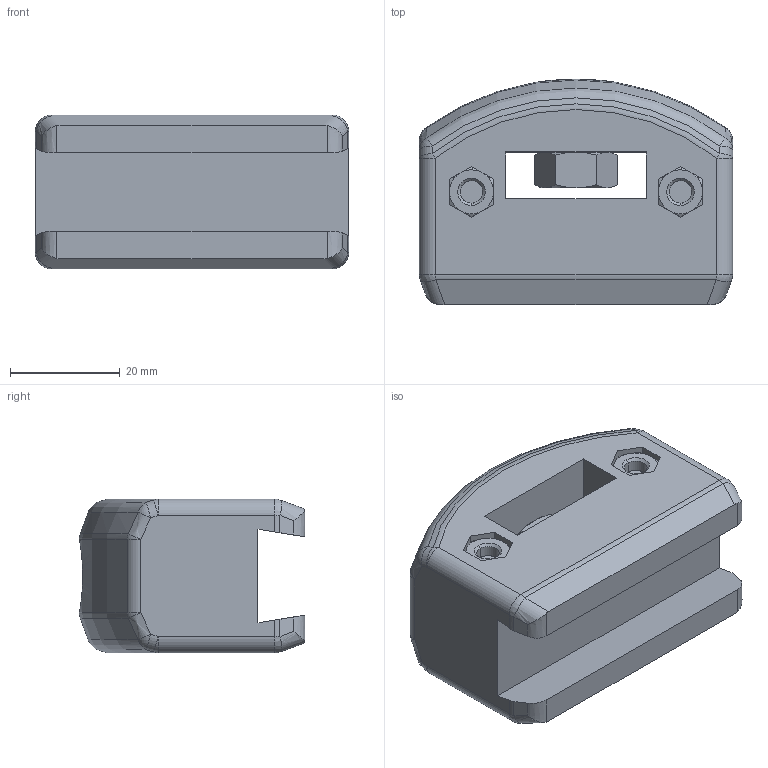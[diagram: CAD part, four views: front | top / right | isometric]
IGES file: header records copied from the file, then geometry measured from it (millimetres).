
Start section: SolidWorks IGES file using analytic representation for surfaces
Global section: file name: S0446-607651.IGS; native system: SolidWorks 2011; preprocessor: SolidWorks 2011; author: turcimas; date: 110405.095748; units: millimetre
Bounding box: 57 x 41 x 28 mm (x, y, z)
Volume: 40637.8 mm3; surface area: 15152.7 mm2
Topology: 4 solids, 4 shells, 220 faces, 946 edges, 772 vertices
Faces by surface type: revolution 135, plane 57, bspline 28
